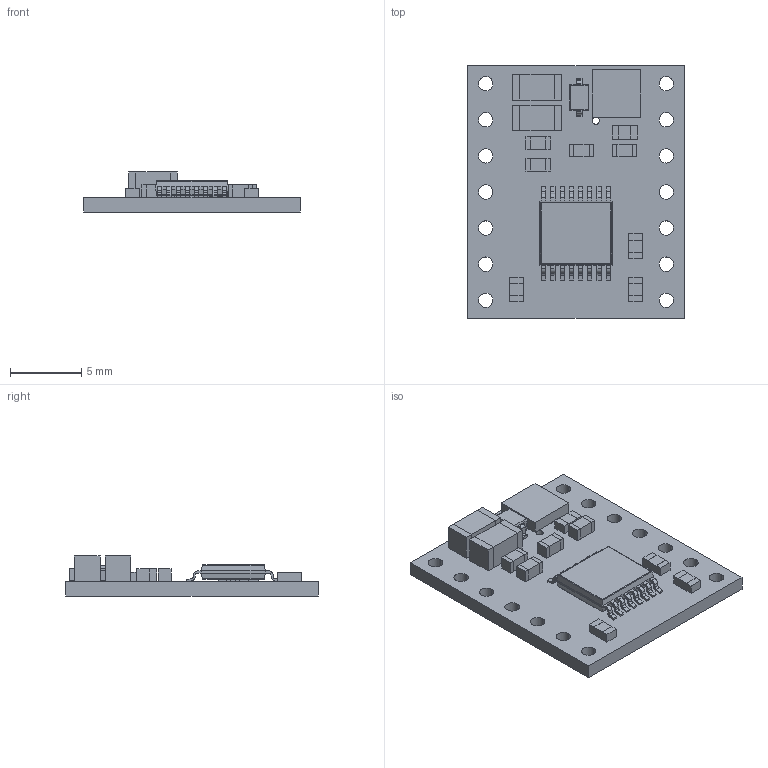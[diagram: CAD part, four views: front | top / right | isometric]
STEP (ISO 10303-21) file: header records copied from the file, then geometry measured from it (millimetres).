
FILE_DESCRIPTION (( 'STEP AP214' ), '1' );
FILE_NAME ('drv8874-drv8876-single-brushed-dc-motor-driver-carrier.step', '2022-04-14T23:49:07', ( '' ), ( '' ), 'SwSTEP 2.0', 'SolidWorks 2021', '' );
FILE_SCHEMA (( 'AUTOMOTIVE_DESIGN' ));
Length unit declared in the file: millimetre
Products named in the file (1): drv8874-drv8876-single-brushed-dc-motor-driver-carrier
Bounding box: 15.24 x 17.78 x 2.82 mm (x, y, z)
Volume: 332.8 mm3; surface area: 814.7 mm2
Topology: 1 solids, 1 shells, 907 faces, 2480 edges, 1608 vertices
Faces by surface type: plane 634, bspline 163, cylinder 110
Entity records: 44227 total; most frequent: CARTESIAN_POINT 12195, ORIENTED_EDGE 4960, DIRECTION 3804, EDGE_CURVE 2480, VECTOR 1906, LINE 1906, VERTEX_POINT 1608, EDGE_LOOP 1012
